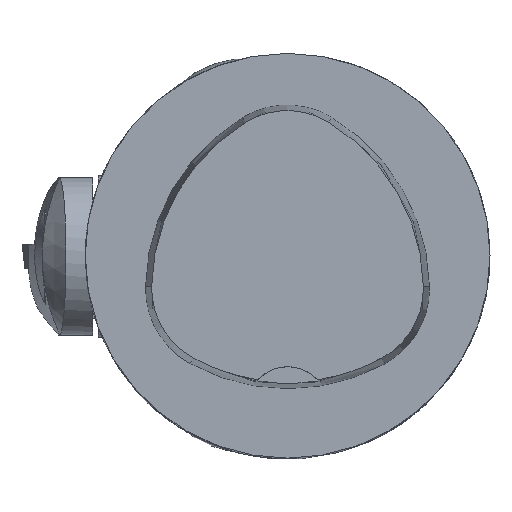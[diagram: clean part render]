
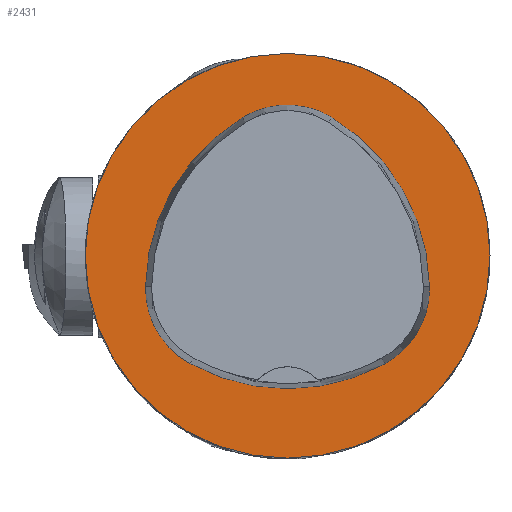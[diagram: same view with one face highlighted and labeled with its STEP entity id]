
A CAD part, top view. The second image highlights one B-rep face of the part: STEP entity #2431.
In plain terms, the highlighted planar face has unit normal (0, 0, 1).
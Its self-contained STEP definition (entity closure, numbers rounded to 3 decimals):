
#1744=PLANE('',#7958);
#2431=ADVANCED_FACE('',(#2894,#2895),#1744,.T.);
#2894=FACE_BOUND('',#3026,.T.);
#2895=FACE_BOUND('',#3027,.T.);
#3026=EDGE_LOOP('',(#3785,#3786,#3787,#3788,#3789,#3790));
#3027=EDGE_LOOP('',(#3791));
#3785=ORIENTED_EDGE('',*,*,#6710,.T.);
#3786=ORIENTED_EDGE('',*,*,#6690,.T.);
#3787=ORIENTED_EDGE('',*,*,#6694,.T.);
#3788=ORIENTED_EDGE('',*,*,#6697,.T.);
#3789=ORIENTED_EDGE('',*,*,#6700,.T.);
#3790=ORIENTED_EDGE('',*,*,#6708,.T.);
#3791=ORIENTED_EDGE('',*,*,#6434,.F.);
#5681=VERTEX_POINT('',#10642);
#5932=VERTEX_POINT('',#11237);
#5933=VERTEX_POINT('',#11238);
#5936=VERTEX_POINT('',#11246);
#5938=VERTEX_POINT('',#11252);
#5940=VERTEX_POINT('',#11258);
#5947=VERTEX_POINT('',#11279);
#6434=EDGE_CURVE('',#5681,#5681,#7529,.T.);
#6690=EDGE_CURVE('',#5932,#5933,#7594,.T.);
#6694=EDGE_CURVE('',#5933,#5936,#7596,.T.);
#6697=EDGE_CURVE('',#5936,#5938,#7598,.T.);
#6700=EDGE_CURVE('',#5938,#5940,#7600,.T.);
#6708=EDGE_CURVE('',#5940,#5947,#7604,.T.);
#6710=EDGE_CURVE('',#5947,#5932,#7606,.T.);
#7529=CIRCLE('',#7844,20.);
#7594=CIRCLE('',#7936,20.);
#7596=CIRCLE('',#7939,8.5);
#7598=CIRCLE('',#7942,20.);
#7600=CIRCLE('',#7945,8.5);
#7604=CIRCLE('',#7950,20.);
#7606=CIRCLE('',#7953,8.5);
#7844=AXIS2_PLACEMENT_3D('',#10641,#8535,#8536);
#7936=AXIS2_PLACEMENT_3D('',#11236,#8887,#8888);
#7939=AXIS2_PLACEMENT_3D('',#11245,#8895,#8896);
#7942=AXIS2_PLACEMENT_3D('',#11251,#8902,#8903);
#7945=AXIS2_PLACEMENT_3D('',#11257,#8909,#8910);
#7950=AXIS2_PLACEMENT_3D('',#11280,#8921,#8922);
#7953=AXIS2_PLACEMENT_3D('',#11283,#8927,#8928);
#7958=AXIS2_PLACEMENT_3D('',#11288,#8937,#8938);
#8535=DIRECTION('',(0.,0.,-1.));
#8536=DIRECTION('',(-1.,0.,0.));
#8887=DIRECTION('',(0.,0.,-1.));
#8888=DIRECTION('',(-1.,0.,0.));
#8895=DIRECTION('',(0.,0.,-1.));
#8896=DIRECTION('',(-1.,0.,0.));
#8902=DIRECTION('',(0.,0.,-1.));
#8903=DIRECTION('',(-1.,0.,0.));
#8909=DIRECTION('',(0.,0.,-1.));
#8910=DIRECTION('',(-1.,0.,0.));
#8921=DIRECTION('',(0.,0.,-1.));
#8922=DIRECTION('',(-1.,0.,0.));
#8927=DIRECTION('',(0.,0.,-1.));
#8928=DIRECTION('',(-1.,0.,0.));
#8937=DIRECTION('',(0.,0.,1.));
#8938=DIRECTION('',(1.,0.,0.));
#10641=CARTESIAN_POINT('',(0.,0.,0.));
#10642=CARTESIAN_POINT('',(-20.,0.,0.));
#11236=CARTESIAN_POINT('',(5.955,-3.414,0.));
#11237=CARTESIAN_POINT('',(-14.041,-3.042,0.));
#11238=CARTESIAN_POINT('',(-4.472,13.653,0.));
#11245=CARTESIAN_POINT('',(-0.04,6.4,0.));
#11246=CARTESIAN_POINT('',(4.347,13.68,0.));
#11251=CARTESIAN_POINT('',(-5.976,-3.45,0.));
#11252=CARTESIAN_POINT('',(14.021,-3.075,0.));
#11257=CARTESIAN_POINT('',(5.522,-3.235,0.));
#11258=CARTESIAN_POINT('',(9.588,-10.699,0.));
#11279=CARTESIAN_POINT('',(-9.655,-10.639,0.));
#11280=CARTESIAN_POINT('',(0.022,6.864,0.));
#11283=CARTESIAN_POINT('',(-5.543,-3.2,0.));
#11288=CARTESIAN_POINT('',(0.,0.,0.));
